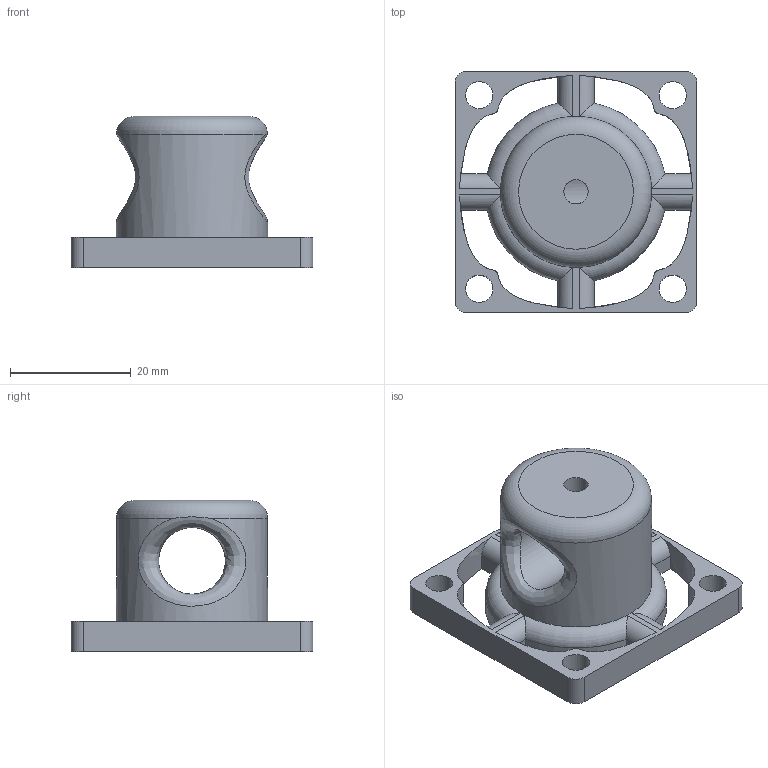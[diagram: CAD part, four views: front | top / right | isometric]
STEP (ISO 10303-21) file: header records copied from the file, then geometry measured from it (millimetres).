
FILE_DESCRIPTION(/* description */ (''),/* implementation_level */ '2;1');
FILE_NAME(/* name */ 'Reactor Base with Retort Mount.step',/* time_stamp */ '2022-10-31T07:00:38Z',/* author */ (''),/* organization */ (''),/* preprocessor_version */ 'ST-DEVELOPER v19.2',/* originating_system */ 'Autodesk Translation Framework v11.17.0.187',/* authorisation */ '');
FILE_SCHEMA (('AUTOMOTIVE_DESIGN { 1 0 10303 214 3 1 1 }'));
Length unit declared in the file: millimetre
Products named in the file (1): Reactor Base with Retort Mount
Bounding box: 40 x 40 x 25 mm (x, y, z)
Volume: 12719.9 mm3; surface area: 6286.9 mm2
Topology: 1 solids, 1 shells, 49 faces, 147 edges, 95 vertices
Faces by surface type: cylinder 23, plane 15, bspline 6, torus 5
Full cylindrical faces by diameter (mm): 4 x1, 4.5 x4, 11 x1, 25 x1
Entity records: 3295 total; most frequent: CARTESIAN_POINT 1979, ORIENTED_EDGE 294, DIRECTION 231, EDGE_CURVE 147, VERTEX_POINT 95, AXIS2_PLACEMENT_3D 84, EDGE_LOOP 64, LINE 63
